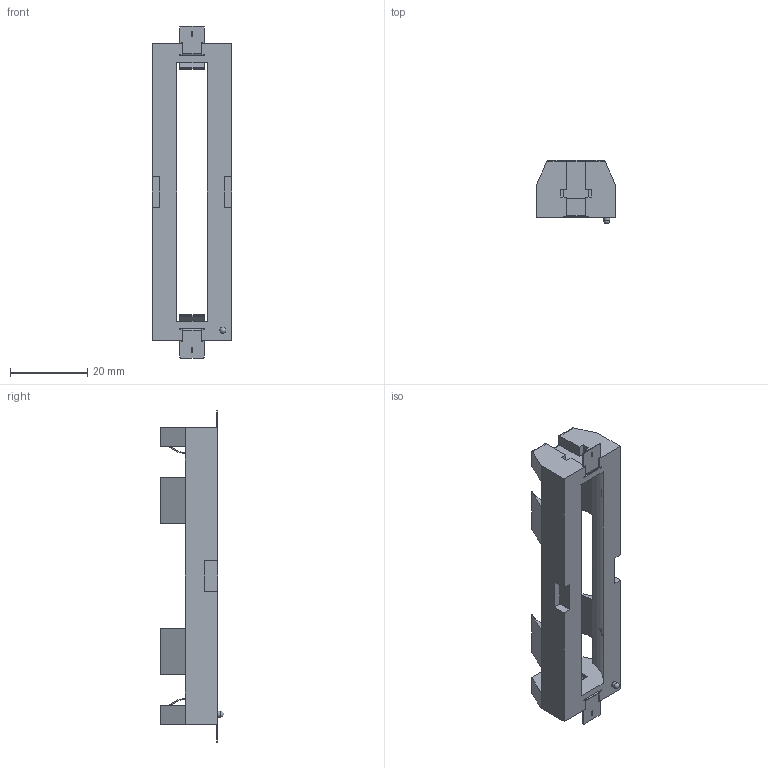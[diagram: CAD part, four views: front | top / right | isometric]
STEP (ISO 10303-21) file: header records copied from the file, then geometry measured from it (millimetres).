
FILE_DESCRIPTION(/* description */ ('STEP AP242','CAx-IF Rec.Pracs.---Representation and Presentation of Product Manufacturing Information (PMI)---4.0---2014-10-13','CAx-IF Rec.Pracs.---3D Tessellated Geometry---0.4---2014-09-14','2;1'),/* implementation_level */ '2;1');
FILE_NAME(/* name */ '68373d46f9959531e5a1ae21',/* time_stamp */ '2025-05-28T16:43:50Z',/* author */ (''),/* organization */ (''),/* preprocessor_version */ 'ST-DEVELOPER v20',/* originating_system */ 'ONSHAPE BY PTC INC, 1.198',/* authorisation */ ' ');
FILE_SCHEMA (('AP242_MANAGED_MODEL_BASED_3D_ENGINEERING_MIM_LF { 1 0 10303 442 1 1 4 }'));
Length unit declared in the file: metre
Products named in the file (3): BATTERY-SMD_18650-1S-L77.1-W20.7-1~BATTERY-SMD_18650-1S-L77.1-W20.7-1
~DUwF
Bounding box: 20.66 x 16.45 x 86.03 mm (x, y, z)
Volume: 6123.2 mm3; surface area: 6717.2 mm2
Topology: 3 solids, 3 shells, 409 faces, 1142 edges, 758 vertices
Faces by surface type: plane 281, cylinder 97, bspline 23, sphere 8
Full cylindrical faces by diameter (mm): 1.57 x1
Entity records: 14556 total; most frequent: CARTESIAN_POINT 2853, ORIENTED_EDGE 2274, DIRECTION 2028, EDGE_CURVE 1137, LINE 766, VECTOR 766, VERTEX_POINT 756, AXIS2_PLACEMENT_3D 631
